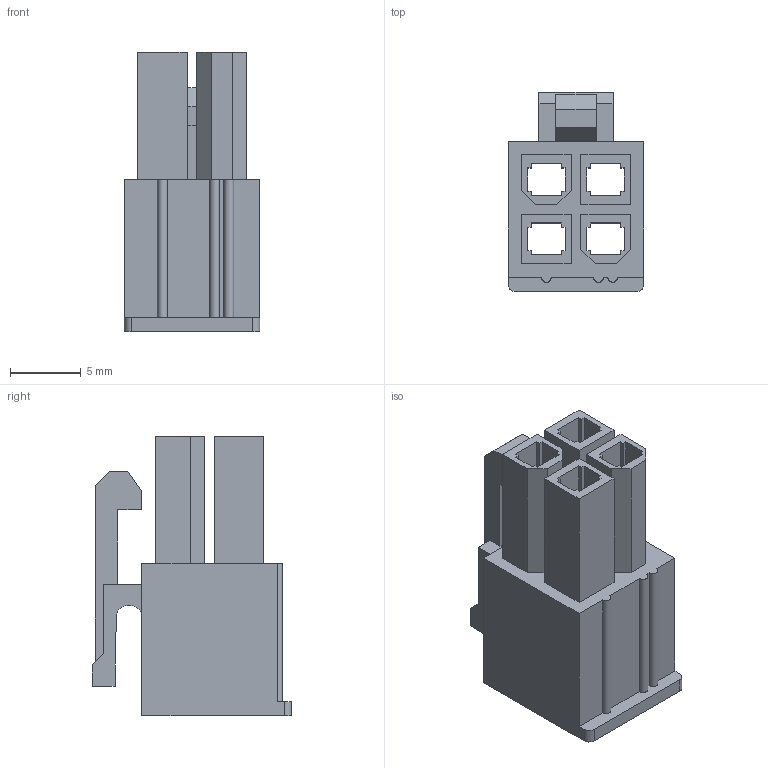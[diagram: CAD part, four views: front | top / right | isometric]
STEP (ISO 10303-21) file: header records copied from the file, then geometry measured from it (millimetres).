
FILE_DESCRIPTION((''),'2;1');
FILE_NAME('FHG42001-D04','2021-05-17T',('gongcheng6'),(''),'PRO/ENGINEER BY PARAMETRIC TECHNOLOGY CORPORATION, 2010280','PRO/ENGINEER BY PARAMETRIC TECHNOLOGY CORPORATION, 2010280','');
FILE_SCHEMA(('CONFIG_CONTROL_DESIGN'));
Length unit declared in the file: millimetre
Products named in the file (1): FHG42001-D04
Bounding box: 9.6 x 14.1 x 19.8 mm (x, y, z)
Volume: 876.4 mm3; surface area: 2188.6 mm2
Topology: 1 solids, 1 shells, 136 faces, 374 edges, 248 vertices
Faces by surface type: plane 127, cylinder 9
Entity records: 4302 total; most frequent: CARTESIAN_POINT 758, ORIENTED_EDGE 748, DIRECTION 664, EDGE_CURVE 374, VECTOR 356, LINE 356, VERTEX_POINT 248, AXIS2_PLACEMENT_3D 154
